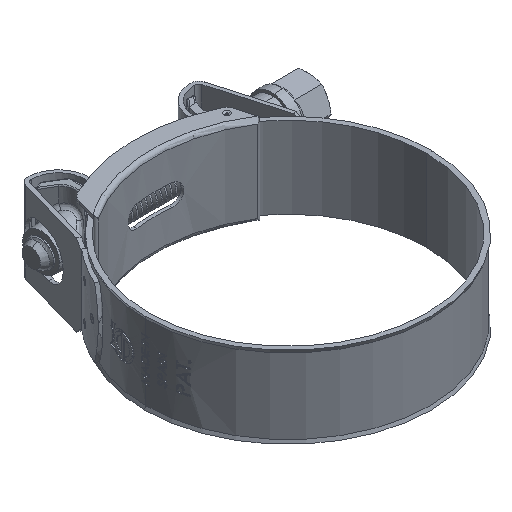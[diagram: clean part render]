
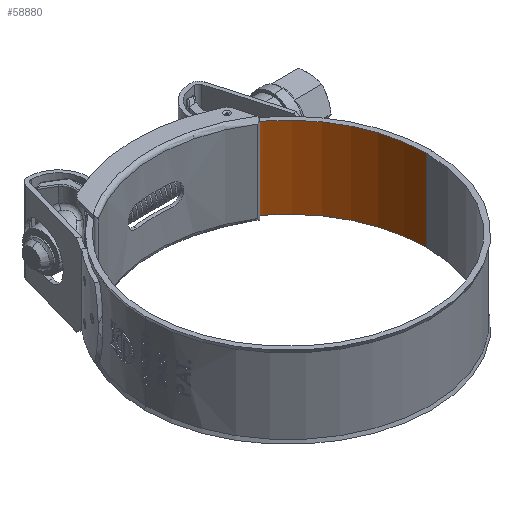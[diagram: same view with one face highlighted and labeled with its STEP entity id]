
A CAD part, isometric view. The second image highlights one B-rep face of the part: STEP entity #58880.
In plain terms, the highlighted cylindrical face has radius 34 mm (diameter 68 mm), a partial arc.
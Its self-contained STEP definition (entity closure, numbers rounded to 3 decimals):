
#5716 = CYLINDRICAL_SURFACE ( 'NONE', #29414, 34. ) ;
#10352 = DIRECTION ( 'NONE',  ( 0., 0., -1. ) ) ;
#12667 = VECTOR ( 'NONE', #48714, 1000. ) ;
#16114 = CARTESIAN_POINT ( 'NONE',  ( 16.386, 29.791, -20. ) ) ;
#16462 = ORIENTED_EDGE ( 'NONE', *, *, #73304, .T. ) ;
#19786 = VERTEX_POINT ( 'NONE', #51702 ) ;
#22874 = CARTESIAN_POINT ( 'NONE',  ( 0., 0., -20. ) ) ;
#23765 = ORIENTED_EDGE ( 'NONE', *, *, #31308, .F. ) ;
#27965 = DIRECTION ( 'NONE',  ( 0., 0., 1. ) ) ;
#28988 = EDGE_LOOP ( 'NONE', ( #60854, #16462, #45112, #23765 ) ) ;
#29414 = AXIS2_PLACEMENT_3D ( 'NONE', #69141, #27965, #75857 ) ;
#30176 = VERTEX_POINT ( 'NONE', #35196 ) ;
#31308 = EDGE_CURVE ( 'NONE', #30176, #19786, #62961, .T. ) ;
#32629 = FACE_OUTER_BOUND ( 'NONE', #28988, .T. ) ;
#35196 = CARTESIAN_POINT ( 'NONE',  ( 16.386, 29.791, -20. ) ) ;
#36794 = CARTESIAN_POINT ( 'NONE',  ( 34., 0., -20. ) ) ;
#37363 = CIRCLE ( 'NONE', #41001, 34. ) ;
#38791 = CIRCLE ( 'NONE', #63746, 34. ) ;
#40644 = DIRECTION ( 'NONE',  ( 1., 0., 0. ) ) ;
#41001 = AXIS2_PLACEMENT_3D ( 'NONE', #22874, #10352, #40644 ) ;
#43758 = CARTESIAN_POINT ( 'NONE',  ( 0., 0., 0. ) ) ;
#45112 = ORIENTED_EDGE ( 'NONE', *, *, #45587, .F. ) ;
#45587 = EDGE_CURVE ( 'NONE', #19786, #50095, #38791, .T. ) ;
#48451 = DIRECTION ( 'NONE',  ( 1., 0., 0. ) ) ;
#48714 = DIRECTION ( 'NONE',  ( 0., 0., 1. ) ) ;
#50095 = VERTEX_POINT ( 'NONE', #56374 ) ;
#50638 = VERTEX_POINT ( 'NONE', #54950 ) ;
#51702 = CARTESIAN_POINT ( 'NONE',  ( 16.386, 29.791, 0. ) ) ;
#54950 = CARTESIAN_POINT ( 'NONE',  ( 34., 0., -20. ) ) ;
#56374 = CARTESIAN_POINT ( 'NONE',  ( 34., 0., 0. ) ) ;
#56750 = EDGE_CURVE ( 'NONE', #30176, #50638, #37363, .T. ) ;
#58880 = ADVANCED_FACE ( 'NONE', ( #32629 ), #5716, .F. ) ;
#60854 = ORIENTED_EDGE ( 'NONE', *, *, #56750, .T. ) ;
#62961 = LINE ( 'NONE', #16114, #74984 ) ;
#63705 = LINE ( 'NONE', #36794, #12667 ) ;
#63746 = AXIS2_PLACEMENT_3D ( 'NONE', #43758, #72813, #48451 ) ;
#64034 = DIRECTION ( 'NONE',  ( 0., 0., 1. ) ) ;
#69141 = CARTESIAN_POINT ( 'NONE',  ( 0., 0., -20. ) ) ;
#72813 = DIRECTION ( 'NONE',  ( 0., 0., -1. ) ) ;
#73304 = EDGE_CURVE ( 'NONE', #50638, #50095, #63705, .T. ) ;
#74984 = VECTOR ( 'NONE', #64034, 1000. ) ;
#75857 = DIRECTION ( 'NONE',  ( 1., 0., 0. ) ) ;
